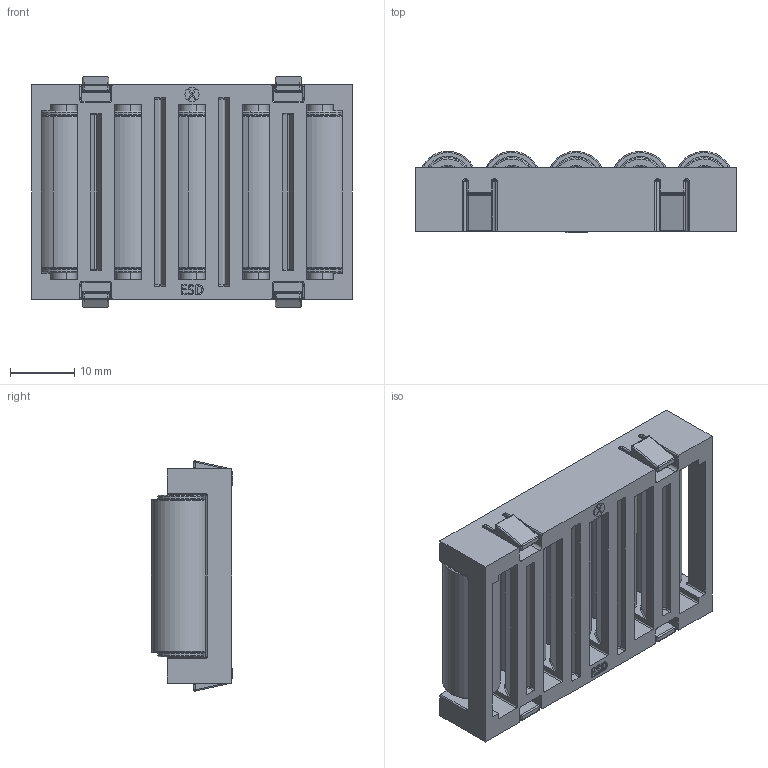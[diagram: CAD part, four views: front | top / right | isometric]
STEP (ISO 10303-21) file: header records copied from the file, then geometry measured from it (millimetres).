
FILE_DESCRIPTION (( 'STEP AP203' ), '1' );
FILE_NAME ('062AER991ESD.50.STEP', '2015-09-14T13:37:07', ( 'Fath' ), ( 'Hewlett-Packard Company' ), 'SwSTEP 2.0', 'SolidWorks 2014', '' );
FILE_SCHEMA (( 'CONFIG_CONTROL_DESIGN' ));
Length unit declared in the file: millimetre
Products named in the file (4): 062RR991ESD_062RR991ESD; 062AER991ESD.50; 062ACR991ESD.50_062ACR991ESD.50; 062AXM_d4 l32
Assembly tree (11 placements, depth 2):
  062AER991ESD.50
    062ACR991ESD.50_062ACR991ESD.50
    062AXM_d4 l32  x5
    062RR991ESD_062RR991ESD  x5
Bounding box: 50 x 12.65 x 35.9 mm (x, y, z)
Volume: 13215.1 mm3; surface area: 14049.4 mm2
Topology: 11 solids, 11 shells, 772 faces, 1887 edges, 1106 vertices
Faces by surface type: cylinder 312, plane 206, torus 150, bspline 54, sphere 30, cone 20
Entity records: 21028 total; most frequent: CARTESIAN_POINT 5652, DIRECTION 3137, ORIENTED_EDGE 3106, EDGE_CURVE 1553, AXIS2_PLACEMENT_3D 1156, VERTEX_POINT 938, VECTOR 825, LINE 825
